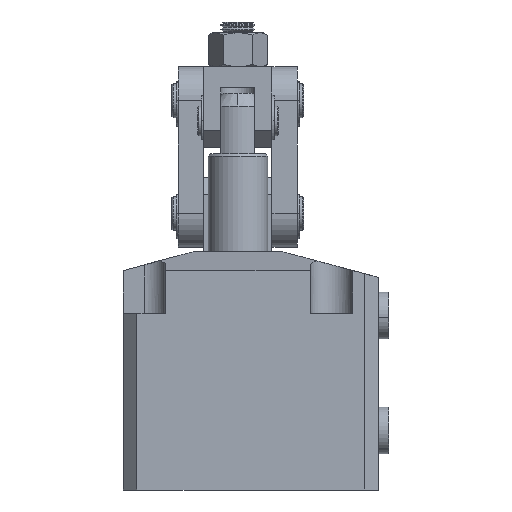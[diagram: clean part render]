
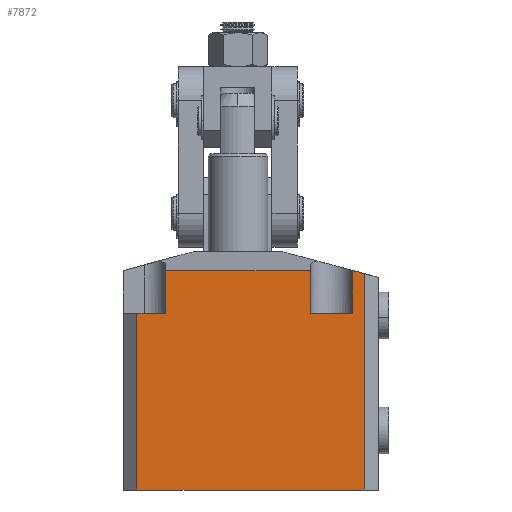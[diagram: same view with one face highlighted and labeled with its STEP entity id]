
A CAD part, left-side view. The second image highlights one B-rep face of the part: STEP entity #7872.
In plain terms, the highlighted face is planar.
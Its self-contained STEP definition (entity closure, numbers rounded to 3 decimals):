
#213 = CARTESIAN_POINT ( 'NONE',  ( -40., -112., 54. ) ) ;
#586 = DIRECTION ( 'NONE',  ( -0.966, 0.259, 0. ) ) ;
#1136 = LINE ( 'NONE', #14983, #9179 ) ;
#1165 = CARTESIAN_POINT ( 'NONE',  ( 0., -112., 54. ) ) ;
#1532 = VECTOR ( 'NONE', #2012, 1000. ) ;
#1848 = CARTESIAN_POINT ( 'NONE',  ( 53.5, -112., 54. ) ) ;
#2012 = DIRECTION ( 'NONE',  ( -1., 0., 0. ) ) ;
#2464 = VERTEX_POINT ( 'NONE', #14789 ) ;
#2487 = VERTEX_POINT ( 'NONE', #13880 ) ;
#2525 = LINE ( 'NONE', #9380, #3275 ) ;
#2929 = VECTOR ( 'NONE', #10278, 1000. ) ;
#3065 = VERTEX_POINT ( 'NONE', #7806 ) ;
#3193 = VECTOR ( 'NONE', #11571, 1000. ) ;
#3200 = LINE ( 'NONE', #13763, #1532 ) ;
#3275 = VECTOR ( 'NONE', #10574, 1000. ) ;
#3648 = DIRECTION ( 'NONE',  ( 0., -1., 0. ) ) ;
#4210 = ORIENTED_EDGE ( 'NONE', *, *, #7994, .T. ) ;
#4259 = CARTESIAN_POINT ( 'NONE',  ( 28., -8.842, 54. ) ) ;
#4261 = CARTESIAN_POINT ( 'NONE',  ( -53.5, -29., 54. ) ) ;
#4493 = EDGE_CURVE ( 'NONE', #13801, #12018, #4844, .T. ) ;
#4840 = VERTEX_POINT ( 'NONE', #10010 ) ;
#4844 = LINE ( 'NONE', #7998, #13038 ) ;
#4874 = ORIENTED_EDGE ( 'NONE', *, *, #9031, .T. ) ;
#4969 = LINE ( 'NONE', #13067, #15195 ) ;
#5235 = CARTESIAN_POINT ( 'NONE',  ( 53.5, -112., 54. ) ) ;
#5687 = CARTESIAN_POINT ( 'NONE',  ( -53.5, -112., 54. ) ) ;
#5814 = VECTOR ( 'NONE', #6485, 1000. ) ;
#6091 = CARTESIAN_POINT ( 'NONE',  ( 53.5, -10.316, 54. ) ) ;
#6477 = VERTEX_POINT ( 'NONE', #11922 ) ;
#6485 = DIRECTION ( 'NONE',  ( -1., 0., 0. ) ) ;
#7151 = DIRECTION ( 'NONE',  ( 0., -1., 0. ) ) ;
#7192 = EDGE_CURVE ( 'NONE', #14747, #14213, #15061, .T. ) ;
#7221 = DIRECTION ( 'NONE',  ( 1., 0., 0. ) ) ;
#7758 = ORIENTED_EDGE ( 'NONE', *, *, #4493, .T. ) ;
#7806 = CARTESIAN_POINT ( 'NONE',  ( 48., -29., 54. ) ) ;
#7872 = ADVANCED_FACE ( 'NONE', ( #11147 ), #15411, .T. ) ;
#7994 = EDGE_CURVE ( 'NONE', #12018, #14360, #14110, .T. ) ;
#7998 = CARTESIAN_POINT ( 'NONE',  ( -53.5, -8.842, 54. ) ) ;
#8074 = LINE ( 'NONE', #4261, #5814 ) ;
#8743 = VECTOR ( 'NONE', #3648, 1000. ) ;
#9031 = EDGE_CURVE ( 'NONE', #4840, #3065, #4969, .T. ) ;
#9076 = EDGE_CURVE ( 'NONE', #2487, #13801, #2525, .T. ) ;
#9082 = CARTESIAN_POINT ( 'NONE',  ( -40., -8.842, 54. ) ) ;
#9179 = VECTOR ( 'NONE', #586, 1000. ) ;
#9380 = CARTESIAN_POINT ( 'NONE',  ( 28., -112., 54. ) ) ;
#9923 = ORIENTED_EDGE ( 'NONE', *, *, #7192, .T. ) ;
#10010 = CARTESIAN_POINT ( 'NONE',  ( 48., -8.842, 54. ) ) ;
#10025 = ORIENTED_EDGE ( 'NONE', *, *, #14578, .F. ) ;
#10146 = AXIS2_PLACEMENT_3D ( 'NONE', #11787, #12969, #7221 ) ;
#10222 = VECTOR ( 'NONE', #13608, 1000. ) ;
#10278 = DIRECTION ( 'NONE',  ( -1., 0., 0. ) ) ;
#10369 = ORIENTED_EDGE ( 'NONE', *, *, #11601, .T. ) ;
#10574 = DIRECTION ( 'NONE',  ( 0., 1., 0. ) ) ;
#11117 = ORIENTED_EDGE ( 'NONE', *, *, #11950, .F. ) ;
#11139 = CARTESIAN_POINT ( 'NONE',  ( -40., -29., 54. ) ) ;
#11147 = FACE_OUTER_BOUND ( 'NONE', #12048, .T. ) ;
#11571 = DIRECTION ( 'NONE',  ( 0., 1., 0. ) ) ;
#11601 = EDGE_CURVE ( 'NONE', #3065, #2487, #3200, .T. ) ;
#11787 = CARTESIAN_POINT ( 'NONE',  ( -53.5, -112., 54. ) ) ;
#11809 = EDGE_CURVE ( 'NONE', #14360, #2464, #8074, .T. ) ;
#11922 = CARTESIAN_POINT ( 'NONE',  ( -53.5, -112., 54. ) ) ;
#11950 = EDGE_CURVE ( 'NONE', #6477, #2464, #12694, .T. ) ;
#12018 = VERTEX_POINT ( 'NONE', #9082 ) ;
#12048 = EDGE_LOOP ( 'NONE', ( #4874, #10369, #14057, #7758, #4210, #14209, #11117, #10025, #9923, #13966 ) ) ;
#12335 = EDGE_CURVE ( 'NONE', #14213, #4840, #1136, .T. ) ;
#12694 = LINE ( 'NONE', #5687, #3193 ) ;
#12969 = DIRECTION ( 'NONE',  ( 0., 0., 1. ) ) ;
#13038 = VECTOR ( 'NONE', #14063, 1000. ) ;
#13067 = CARTESIAN_POINT ( 'NONE',  ( 48., -112., 54. ) ) ;
#13608 = DIRECTION ( 'NONE',  ( 0., 1., 0. ) ) ;
#13763 = CARTESIAN_POINT ( 'NONE',  ( -53.5, -29., 54. ) ) ;
#13801 = VERTEX_POINT ( 'NONE', #4259 ) ;
#13880 = CARTESIAN_POINT ( 'NONE',  ( 28., -29., 54. ) ) ;
#13966 = ORIENTED_EDGE ( 'NONE', *, *, #12335, .T. ) ;
#14057 = ORIENTED_EDGE ( 'NONE', *, *, #9076, .T. ) ;
#14063 = DIRECTION ( 'NONE',  ( -1., 0., 0. ) ) ;
#14110 = LINE ( 'NONE', #213, #8743 ) ;
#14209 = ORIENTED_EDGE ( 'NONE', *, *, #11809, .T. ) ;
#14213 = VERTEX_POINT ( 'NONE', #6091 ) ;
#14360 = VERTEX_POINT ( 'NONE', #11139 ) ;
#14504 = LINE ( 'NONE', #1165, #2929 ) ;
#14578 = EDGE_CURVE ( 'NONE', #14747, #6477, #14504, .T. ) ;
#14747 = VERTEX_POINT ( 'NONE', #5235 ) ;
#14789 = CARTESIAN_POINT ( 'NONE',  ( -53.5, -29., 54. ) ) ;
#14983 = CARTESIAN_POINT ( 'NONE',  ( 53.5, -10.316, 54. ) ) ;
#15061 = LINE ( 'NONE', #1848, #10222 ) ;
#15195 = VECTOR ( 'NONE', #7151, 1000. ) ;
#15411 = PLANE ( 'NONE',  #10146 ) ;
